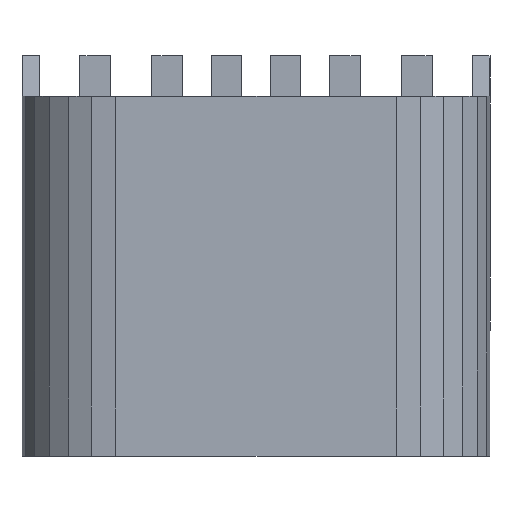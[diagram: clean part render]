
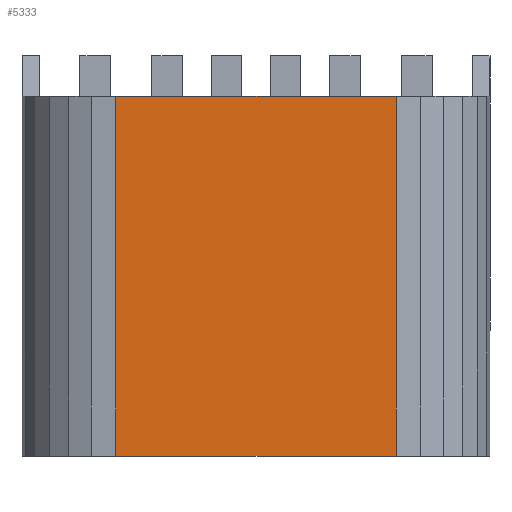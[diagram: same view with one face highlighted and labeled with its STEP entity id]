
A CAD part, top view. The second image highlights one B-rep face of the part: STEP entity #5333.
In plain terms, the highlighted planar face has unit normal (0, 0, 1).
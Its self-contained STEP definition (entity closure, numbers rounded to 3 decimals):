
#2052 = PLANE('',#2053);
#2053 = AXIS2_PLACEMENT_3D('',#2054,#2055,#2056);
#2054 = CARTESIAN_POINT('',(-4.,4.,0.));
#2055 = DIRECTION('',(0.,1.,0.));
#2056 = DIRECTION('',(0.,0.,1.));
#2106 = PLANE('',#2107);
#2107 = AXIS2_PLACEMENT_3D('',#2108,#2109,#2110);
#2108 = CARTESIAN_POINT('',(-4.,-2.15,
    0.));
#2109 = DIRECTION('',(0.,-1.,0.));
#2110 = DIRECTION('',(-1.,0.,0.));
#2449 = VERTEX_POINT('',#2450);
#2450 = CARTESIAN_POINT('',(-1.6,-2.15,
    1.6));
#2464 = PLANE('',#2465);
#2465 = AXIS2_PLACEMENT_3D('',#2466,#2467,#2468);
#2466 = CARTESIAN_POINT('',(-1.393,0.925,1.573
    ));
#2467 = DIRECTION('',(0.131,0.,0.991));
#2468 = DIRECTION('',(0.991,0.,-0.131)
  );
#2476 = EDGE_CURVE('',#2449,#2477,#2479,.T.);
#2477 = VERTEX_POINT('',#2478);
#2478 = CARTESIAN_POINT('',(-6.4,-2.15,
    1.6));
#2479 = SURFACE_CURVE('',#2480,(#2484,#2491),.PCURVE_S1.);
#2480 = LINE('',#2481,#2482);
#2481 = CARTESIAN_POINT('',(-1.6,-2.15,
    1.6));
#2482 = VECTOR('',#2483,1.);
#2483 = DIRECTION('',(-1.,0.,0.));
#2484 = PCURVE('',#2106,#2485);
#2485 = DEFINITIONAL_REPRESENTATION('',(#2486),#2490);
#2486 = LINE('',#2487,#2488);
#2487 = CARTESIAN_POINT('',(-2.4,-1.6));
#2488 = VECTOR('',#2489,1.);
#2489 = DIRECTION('',(1.,0.));
#2490 = ( GEOMETRIC_REPRESENTATION_CONTEXT(2) 
PARAMETRIC_REPRESENTATION_CONTEXT() REPRESENTATION_CONTEXT('2D SPACE',''
  ) );
#2491 = PCURVE('',#2492,#2497);
#2492 = PLANE('',#2493);
#2493 = AXIS2_PLACEMENT_3D('',#2494,#2495,#2496);
#2494 = CARTESIAN_POINT('',(-4.,0.925,
    1.6));
#2495 = DIRECTION('',(0.,0.,1.));
#2496 = DIRECTION('',(1.,0.,0.));
#2497 = DEFINITIONAL_REPRESENTATION('',(#2498),#2502);
#2498 = LINE('',#2499,#2500);
#2499 = CARTESIAN_POINT('',(2.4,-3.075));
#2500 = VECTOR('',#2501,1.);
#2501 = DIRECTION('',(-1.,0.));
#2502 = ( GEOMETRIC_REPRESENTATION_CONTEXT(2) 
PARAMETRIC_REPRESENTATION_CONTEXT() REPRESENTATION_CONTEXT('2D SPACE',''
  ) );
#2520 = PLANE('',#2521);
#2521 = AXIS2_PLACEMENT_3D('',#2522,#2523,#2524);
#2522 = CARTESIAN_POINT('',(-6.607,0.925,
    1.573));
#2523 = DIRECTION('',(-0.131,0.,0.991
    ));
#2524 = DIRECTION('',(0.991,0.,0.131));
#3896 = VERTEX_POINT('',#3897);
#3897 = CARTESIAN_POINT('',(-6.4,4.,1.6));
#3918 = EDGE_CURVE('',#3896,#3919,#3921,.T.);
#3919 = VERTEX_POINT('',#3920);
#3920 = CARTESIAN_POINT('',(-1.6,4.,1.6));
#3921 = SURFACE_CURVE('',#3922,(#3926,#3933),.PCURVE_S1.);
#3922 = LINE('',#3923,#3924);
#3923 = CARTESIAN_POINT('',(-6.4,4.,1.6));
#3924 = VECTOR('',#3925,1.);
#3925 = DIRECTION('',(1.,0.,0.));
#3926 = PCURVE('',#2052,#3927);
#3927 = DEFINITIONAL_REPRESENTATION('',(#3928),#3932);
#3928 = LINE('',#3929,#3930);
#3929 = CARTESIAN_POINT('',(1.6,-2.4));
#3930 = VECTOR('',#3931,1.);
#3931 = DIRECTION('',(0.,1.));
#3932 = ( GEOMETRIC_REPRESENTATION_CONTEXT(2) 
PARAMETRIC_REPRESENTATION_CONTEXT() REPRESENTATION_CONTEXT('2D SPACE',''
  ) );
#3933 = PCURVE('',#2492,#3934);
#3934 = DEFINITIONAL_REPRESENTATION('',(#3935),#3939);
#3935 = LINE('',#3936,#3937);
#3936 = CARTESIAN_POINT('',(-2.4,3.075));
#3937 = VECTOR('',#3938,1.);
#3938 = DIRECTION('',(1.,0.));
#3939 = ( GEOMETRIC_REPRESENTATION_CONTEXT(2) 
PARAMETRIC_REPRESENTATION_CONTEXT() REPRESENTATION_CONTEXT('2D SPACE',''
  ) );
#5265 = EDGE_CURVE('',#2477,#3896,#5266,.T.);
#5266 = SURFACE_CURVE('',#5267,(#5271,#5278),.PCURVE_S1.);
#5267 = LINE('',#5268,#5269);
#5268 = CARTESIAN_POINT('',(-6.4,-2.15,
    1.6));
#5269 = VECTOR('',#5270,1.);
#5270 = DIRECTION('',(0.,1.,0.));
#5271 = PCURVE('',#2520,#5272);
#5272 = DEFINITIONAL_REPRESENTATION('',(#5273),#5277);
#5273 = LINE('',#5274,#5275);
#5274 = CARTESIAN_POINT('',(0.209,-3.075));
#5275 = VECTOR('',#5276,1.);
#5276 = DIRECTION('',(0.,1.));
#5277 = ( GEOMETRIC_REPRESENTATION_CONTEXT(2) 
PARAMETRIC_REPRESENTATION_CONTEXT() REPRESENTATION_CONTEXT('2D SPACE',''
  ) );
#5278 = PCURVE('',#2492,#5279);
#5279 = DEFINITIONAL_REPRESENTATION('',(#5280),#5284);
#5280 = LINE('',#5281,#5282);
#5281 = CARTESIAN_POINT('',(-2.4,-3.075));
#5282 = VECTOR('',#5283,1.);
#5283 = DIRECTION('',(0.,1.));
#5284 = ( GEOMETRIC_REPRESENTATION_CONTEXT(2) 
PARAMETRIC_REPRESENTATION_CONTEXT() REPRESENTATION_CONTEXT('2D SPACE',''
  ) );
#5333 = ADVANCED_FACE('',(#5334),#2492,.T.);
#5334 = FACE_BOUND('',#5335,.T.);
#5335 = EDGE_LOOP('',(#5336,#5337,#5338,#5359));
#5336 = ORIENTED_EDGE('',*,*,#5265,.F.);
#5337 = ORIENTED_EDGE('',*,*,#2476,.F.);
#5338 = ORIENTED_EDGE('',*,*,#5339,.T.);
#5339 = EDGE_CURVE('',#2449,#3919,#5340,.T.);
#5340 = SURFACE_CURVE('',#5341,(#5345,#5352),.PCURVE_S1.);
#5341 = LINE('',#5342,#5343);
#5342 = CARTESIAN_POINT('',(-1.6,-2.15,
    1.6));
#5343 = VECTOR('',#5344,1.);
#5344 = DIRECTION('',(0.,1.,0.));
#5345 = PCURVE('',#2492,#5346);
#5346 = DEFINITIONAL_REPRESENTATION('',(#5347),#5351);
#5347 = LINE('',#5348,#5349);
#5348 = CARTESIAN_POINT('',(2.4,-3.075));
#5349 = VECTOR('',#5350,1.);
#5350 = DIRECTION('',(0.,1.));
#5351 = ( GEOMETRIC_REPRESENTATION_CONTEXT(2) 
PARAMETRIC_REPRESENTATION_CONTEXT() REPRESENTATION_CONTEXT('2D SPACE',''
  ) );
#5352 = PCURVE('',#2464,#5353);
#5353 = DEFINITIONAL_REPRESENTATION('',(#5354),#5358);
#5354 = LINE('',#5355,#5356);
#5355 = CARTESIAN_POINT('',(-0.209,-3.075));
#5356 = VECTOR('',#5357,1.);
#5357 = DIRECTION('',(0.,1.));
#5358 = ( GEOMETRIC_REPRESENTATION_CONTEXT(2) 
PARAMETRIC_REPRESENTATION_CONTEXT() REPRESENTATION_CONTEXT('2D SPACE',''
  ) );
#5359 = ORIENTED_EDGE('',*,*,#3918,.F.);
